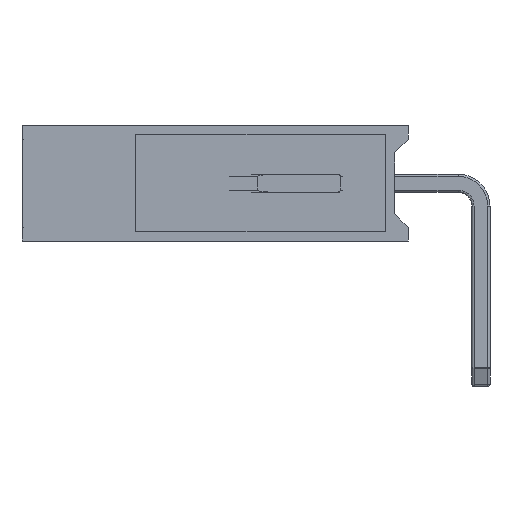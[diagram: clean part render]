
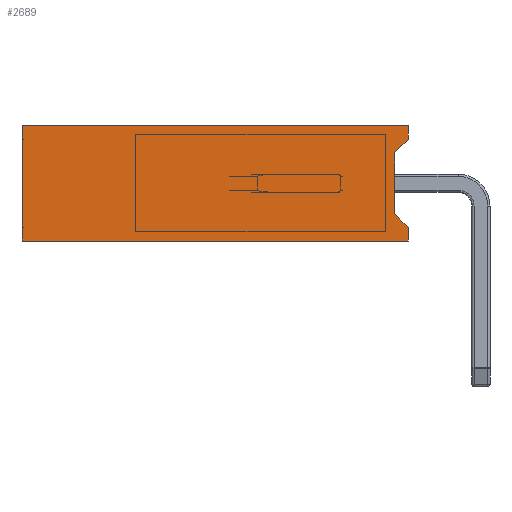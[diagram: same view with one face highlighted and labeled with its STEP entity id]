
A CAD part, left-side view. The second image highlights one B-rep face of the part: STEP entity #2689.
In plain terms, the highlighted planar face has unit normal (-1, 0, 0).
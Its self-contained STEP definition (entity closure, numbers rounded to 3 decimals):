
#182=PLANE('',#2927);
#257=FACE_OUTER_BOUND('',#420,.T.);
#420=EDGE_LOOP('',(#1789,#1790,#1791,#1792,#1793,#1794,#1795,#1796));
#587=LINE('',#4229,#785);
#591=LINE('',#4237,#789);
#597=LINE('',#4252,#795);
#608=LINE('',#4272,#806);
#609=LINE('',#4275,#807);
#612=LINE('',#4281,#810);
#613=LINE('',#4283,#811);
#614=LINE('',#4284,#812);
#785=VECTOR('',#3329,10.);
#789=VECTOR('',#3335,10.);
#795=VECTOR('',#3347,10.);
#806=VECTOR('',#3364,10.);
#807=VECTOR('',#3367,10.);
#810=VECTOR('',#3372,10.);
#811=VECTOR('',#3373,10.);
#812=VECTOR('',#3374,10.);
#1139=VERTEX_POINT('',#4227);
#1140=VERTEX_POINT('',#4228);
#1143=VERTEX_POINT('',#4236);
#1149=VERTEX_POINT('',#4251);
#1155=VERTEX_POINT('',#4270);
#1156=VERTEX_POINT('',#4274);
#1158=VERTEX_POINT('',#4280);
#1159=VERTEX_POINT('',#4282);
#1363=EDGE_CURVE('',#1139,#1140,#587,.T.);
#1367=EDGE_CURVE('',#1143,#1140,#591,.T.);
#1375=EDGE_CURVE('',#1143,#1149,#597,.T.);
#1386=EDGE_CURVE('',#1139,#1155,#608,.T.);
#1387=EDGE_CURVE('',#1156,#1149,#609,.T.);
#1390=EDGE_CURVE('',#1155,#1158,#612,.T.);
#1391=EDGE_CURVE('',#1159,#1158,#613,.T.);
#1392=EDGE_CURVE('',#1156,#1159,#614,.T.);
#1789=ORIENTED_EDGE('',*,*,#1367,.T.);
#1790=ORIENTED_EDGE('',*,*,#1363,.F.);
#1791=ORIENTED_EDGE('',*,*,#1386,.T.);
#1792=ORIENTED_EDGE('',*,*,#1390,.T.);
#1793=ORIENTED_EDGE('',*,*,#1391,.F.);
#1794=ORIENTED_EDGE('',*,*,#1392,.F.);
#1795=ORIENTED_EDGE('',*,*,#1387,.T.);
#1796=ORIENTED_EDGE('',*,*,#1375,.F.);
#2689=ADVANCED_FACE('',(#257),#182,.T.);
#2927=AXIS2_PLACEMENT_3D('',#4279,#3370,#3371);
#3329=DIRECTION('',(0.,0.707,-0.707));
#3335=DIRECTION('',(0.,0.,1.));
#3347=DIRECTION('',(0.,-0.707,-0.707));
#3364=DIRECTION('',(0.,0.,1.));
#3367=DIRECTION('',(0.,0.,1.));
#3370=DIRECTION('center_axis',(-1.,0.,0.));
#3371=DIRECTION('ref_axis',(0.,0.,
1.));
#3372=DIRECTION('',(0.,1.,0.));
#3373=DIRECTION('',(0.,0.,1.));
#3374=DIRECTION('',(0.,1.,0.));
#4227=CARTESIAN_POINT('',(-1.27,1.6,2.24));
#4228=CARTESIAN_POINT('',(-1.27,1.9,1.94));
#4229=CARTESIAN_POINT('',(-1.27,2.235,1.605));
#4236=CARTESIAN_POINT('',(-1.27,1.9,0.6));
#4237=CARTESIAN_POINT('',(-1.27,1.9,0.635));
#4251=CARTESIAN_POINT('',(-1.27,1.6,0.3));
#4252=CARTESIAN_POINT('',(-1.27,1.6,0.3));
#4270=CARTESIAN_POINT('',(-1.27,1.6,2.54));
#4272=CARTESIAN_POINT('',(-1.27,1.6,0.));
#4274=CARTESIAN_POINT('',(-1.27,1.6,0.));
#4275=CARTESIAN_POINT('',(-1.27,1.6,0.));
#4279=CARTESIAN_POINT('Origin',(-1.27,1.6,0.));
#4280=CARTESIAN_POINT('',(-1.27,10.1,2.54));
#4281=CARTESIAN_POINT('',(-1.27,1.6,2.54));
#4282=CARTESIAN_POINT('',(-1.27,10.1,0.));
#4283=CARTESIAN_POINT('',(-1.27,10.1,0.));
#4284=CARTESIAN_POINT('',(-1.27,1.6,0.));
